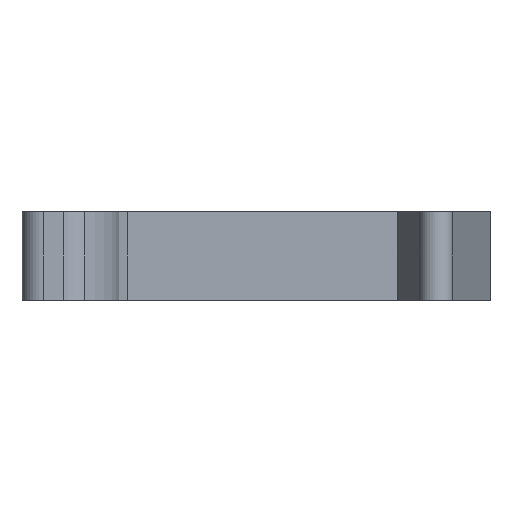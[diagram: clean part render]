
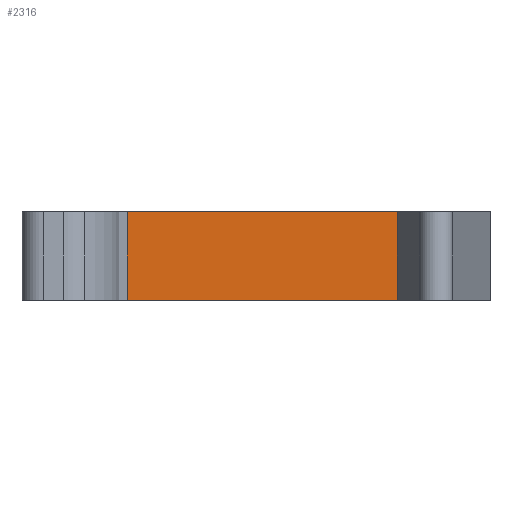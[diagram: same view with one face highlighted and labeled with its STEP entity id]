
A CAD part, front view. The second image highlights one B-rep face of the part: STEP entity #2316.
In plain terms, the highlighted planar face has unit normal (0, -1, 0).
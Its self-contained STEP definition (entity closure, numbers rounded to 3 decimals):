
#71=DIRECTION('',(1.,0.,0.));
#72=VECTOR('',#71,13.6);
#73=CARTESIAN_POINT('',(-6.1,0.,-2.1));
#74=LINE('',#73,#72);
#697=DIRECTION('',(1.,0.,0.));
#698=VECTOR('',#697,13.6);
#699=CARTESIAN_POINT('',(-6.1,0.,2.1));
#700=LINE('',#699,#698);
#808=DIRECTION('',(0.,0.,1.));
#809=VECTOR('',#808,4.2);
#810=CARTESIAN_POINT('',(-6.1,0.,-2.1));
#811=LINE('',#810,#809);
#812=DIRECTION('',(0.,0.,1.));
#813=VECTOR('',#812,4.2);
#814=CARTESIAN_POINT('',(7.5,0.,-2.1));
#815=LINE('',#814,#813);
#1269=CARTESIAN_POINT('',(-6.1,0.,-2.1));
#1271=VERTEX_POINT('',#1269);
#1272=CARTESIAN_POINT('',(7.5,0.,-2.1));
#1273=VERTEX_POINT('',#1272);
#1415=CARTESIAN_POINT('',(-6.1,0.,2.1));
#1417=VERTEX_POINT('',#1415);
#1418=CARTESIAN_POINT('',(7.5,0.,2.1));
#1419=VERTEX_POINT('',#1418);
#2304=CARTESIAN_POINT('',(-6.1,0.,-2.1));
#2305=DIRECTION('',(0.,-1.,0.));
#2306=DIRECTION('',(1.,0.,0.));
#2307=AXIS2_PLACEMENT_3D('',#2304,#2305,#2306);
#2308=PLANE('',#2307);
#2309=ORIENTED_EDGE('',*,*,#1697,.F.);
#2310=ORIENTED_EDGE('',*,*,#2051,.T.);
#2311=ORIENTED_EDGE('',*,*,#2037,.T.);
#2313=ORIENTED_EDGE('',*,*,#2312,.F.);
#2314=EDGE_LOOP('',(#2309,#2310,#2311,#2313));
#2315=FACE_OUTER_BOUND('',#2314,.F.);
#2316=ADVANCED_FACE('',(#2315),#2308,.T.);
#1697=EDGE_CURVE('',#1271,#1273,#74,.T.);
#2037=EDGE_CURVE('',#1417,#1419,#700,.T.);
#2051=EDGE_CURVE('',#1271,#1417,#811,.T.);
#2312=EDGE_CURVE('',#1273,#1419,#815,.T.);
